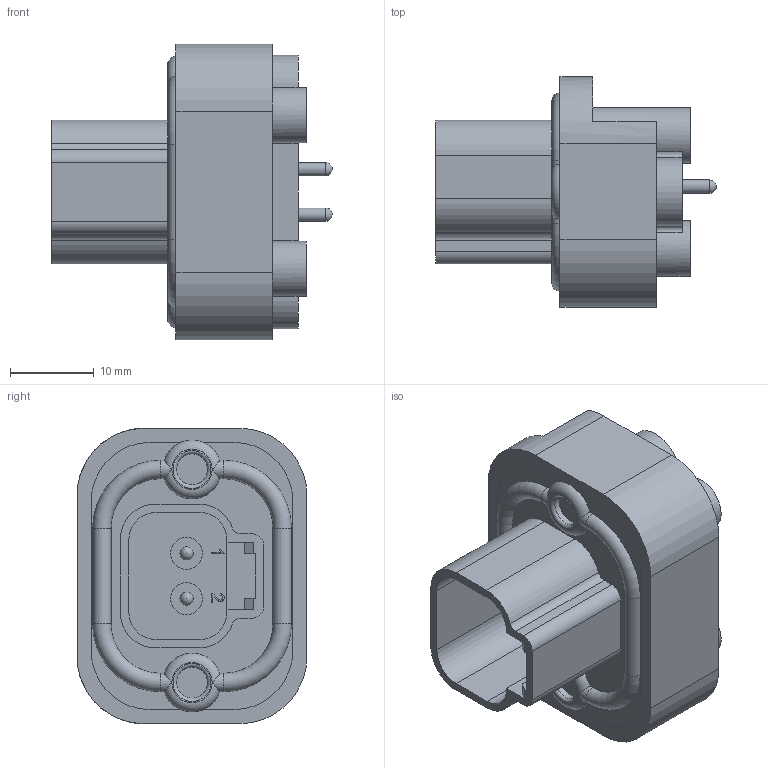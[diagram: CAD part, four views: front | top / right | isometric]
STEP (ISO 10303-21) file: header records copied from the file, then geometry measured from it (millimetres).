
FILE_DESCRIPTION( ( 'STEP AP203' ), '1' );
FILE_NAME( 'AT15-2P-BM04.stp', '2021-07-25T18:38:54', ( 'License CC BY-ND 4.0' ), ( 'CADENAS' ), ' ', 'PARTsolutions', ' ' );
FILE_SCHEMA( ( 'CONFIG_CONTROL_DESIGN' ) );
Length unit declared in the file: millimetre
Products named in the file (1): _AT15-2P-BM04
Bounding box: 33.42 x 27.4 x 35.2 mm (x, y, z)
Volume: 10969.2 mm3; surface area: 5789.8 mm2
Topology: 1 solids, 1 shells, 161 faces, 436 edges, 290 vertices
Faces by surface type: plane 87, cylinder 60, torus 10, sphere 4
Full cylindrical faces by diameter (mm): 1.58 x4, 3.15 x4, 3.7 x2, 3.8 x2, 6.6 x4
Entity records: 4976 total; most frequent: CARTESIAN_POINT 930, DIRECTION 858, ORIENTED_EDGE 796, EDGE_CURVE 398, AXIS2_PLACEMENT_3D 310, VERTEX_POINT 278, LINE 238, VECTOR 238
